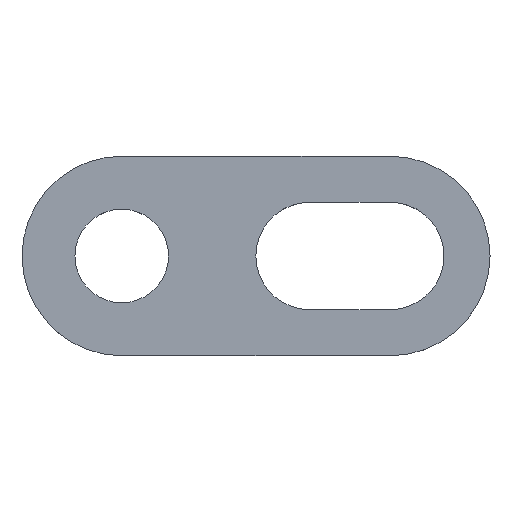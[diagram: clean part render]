
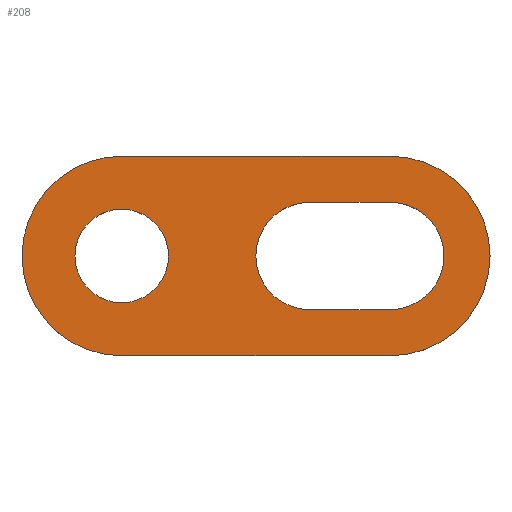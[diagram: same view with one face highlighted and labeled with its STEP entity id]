
A CAD part, top view. The second image highlights one B-rep face of the part: STEP entity #208.
In plain terms, the highlighted planar face has unit normal (0, 0, 1).
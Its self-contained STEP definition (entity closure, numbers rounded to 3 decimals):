
#15=FACE_BOUND('',#55,.T.);
#16=FACE_BOUND('',#56,.T.);
#20=CIRCLE('',#227,3.5);
#22=CIRCLE('',#231,3.5);
#23=CIRCLE('',#233,3.05);
#26=CIRCLE('',#238,6.5);
#28=CIRCLE('',#242,6.5);
#43=FACE_OUTER_BOUND('',#54,.T.);
#54=EDGE_LOOP('',(#175,#176,#177,#178));
#55=EDGE_LOOP('',(#179));
#56=EDGE_LOOP('',(#180,#181,#182,#183));
#62=LINE('',#314,#79);
#66=LINE('',#326,#83);
#71=LINE('',#344,#88);
#75=LINE('',#356,#92);
#79=VECTOR('',#251,10.);
#83=VECTOR('',#263,10.);
#88=VECTOR('',#282,10.);
#92=VECTOR('',#294,10.);
#96=VERTEX_POINT('',#311);
#97=VERTEX_POINT('',#313);
#99=VERTEX_POINT('',#319);
#101=VERTEX_POINT('',#325);
#102=VERTEX_POINT('',#332);
#106=VERTEX_POINT('',#341);
#107=VERTEX_POINT('',#343);
#109=VERTEX_POINT('',#349);
#111=VERTEX_POINT('',#355);
#114=EDGE_CURVE('',#97,#96,#62,.T.);
#117=EDGE_CURVE('',#99,#97,#20,.T.);
#120=EDGE_CURVE('',#101,#99,#66,.T.);
#123=EDGE_CURVE('',#96,#101,#22,.T.);
#124=EDGE_CURVE('',#102,#102,#23,.T.);
#129=EDGE_CURVE('',#107,#106,#71,.T.);
#132=EDGE_CURVE('',#109,#107,#26,.T.);
#135=EDGE_CURVE('',#111,#109,#75,.T.);
#138=EDGE_CURVE('',#106,#111,#28,.T.);
#175=ORIENTED_EDGE('',*,*,#138,.T.);
#176=ORIENTED_EDGE('',*,*,#135,.T.);
#177=ORIENTED_EDGE('',*,*,#132,.T.);
#178=ORIENTED_EDGE('',*,*,#129,.T.);
#179=ORIENTED_EDGE('',*,*,#124,.T.);
#180=ORIENTED_EDGE('',*,*,#123,.T.);
#181=ORIENTED_EDGE('',*,*,#120,.T.);
#182=ORIENTED_EDGE('',*,*,#117,.T.);
#183=ORIENTED_EDGE('',*,*,#114,.T.);
#197=PLANE('',#243);
#208=ADVANCED_FACE('',(#43,#15,#16),#197,.T.);
#227=AXIS2_PLACEMENT_3D('',#320,#257,#258);
#231=AXIS2_PLACEMENT_3D('',#330,#269,#270);
#233=AXIS2_PLACEMENT_3D('',#333,#273,#274);
#238=AXIS2_PLACEMENT_3D('',#350,#288,#289);
#242=AXIS2_PLACEMENT_3D('',#360,#300,#301);
#243=AXIS2_PLACEMENT_3D('',#361,#302,#303);
#251=DIRECTION('',(1.,0.,0.));
#257=DIRECTION('center_axis',(0.,0.,-1.));
#258=DIRECTION('ref_axis',(0.,1.,0.));
#263=DIRECTION('',(-1.,0.,0.));
#269=DIRECTION('center_axis',(0.,0.,-1.));
#270=DIRECTION('ref_axis',(0.,-1.,0.));
#273=DIRECTION('center_axis',(0.,0.,-1.));
#274=DIRECTION('ref_axis',(1.,0.,0.));
#282=DIRECTION('',(-1.,0.,0.));
#288=DIRECTION('center_axis',(0.,0.,1.));
#289=DIRECTION('ref_axis',(0.,-1.,0.));
#294=DIRECTION('',(1.,0.,0.));
#300=DIRECTION('center_axis',(0.,0.,1.));
#301=DIRECTION('ref_axis',(1.,0.,0.));
#302=DIRECTION('center_axis',(0.,0.,1.));
#303=DIRECTION('ref_axis',(1.,0.,0.));
#311=CARTESIAN_POINT('',(17.5,3.5,1.05));
#313=CARTESIAN_POINT('',(12.241,3.5,1.05));
#314=CARTESIAN_POINT('',(17.5,3.5,1.05));
#319=CARTESIAN_POINT('',(12.241,-3.5,1.05));
#320=CARTESIAN_POINT('Origin',(12.241,0.,1.05));
#325=CARTESIAN_POINT('',(17.5,-3.5,1.05));
#326=CARTESIAN_POINT('',(12.241,-3.5,1.05));
#330=CARTESIAN_POINT('Origin',(17.5,0.,1.05));
#332=CARTESIAN_POINT('',(-3.05,0.,1.05));
#333=CARTESIAN_POINT('Origin',(0.,0.,1.05));
#341=CARTESIAN_POINT('',(0.048,6.5,1.05));
#343=CARTESIAN_POINT('',(17.5,6.5,1.05));
#344=CARTESIAN_POINT('',(-0.048,6.5,1.05));
#349=CARTESIAN_POINT('',(17.5,-6.5,1.05));
#350=CARTESIAN_POINT('Origin',(17.5,0.,1.05));
#355=CARTESIAN_POINT('',(0.,-6.5,1.05));
#356=CARTESIAN_POINT('',(17.5,-6.5,1.05));
#360=CARTESIAN_POINT('Origin',(0.,0.,1.05));
#361=CARTESIAN_POINT('Origin',(8.75,0.,1.05));
